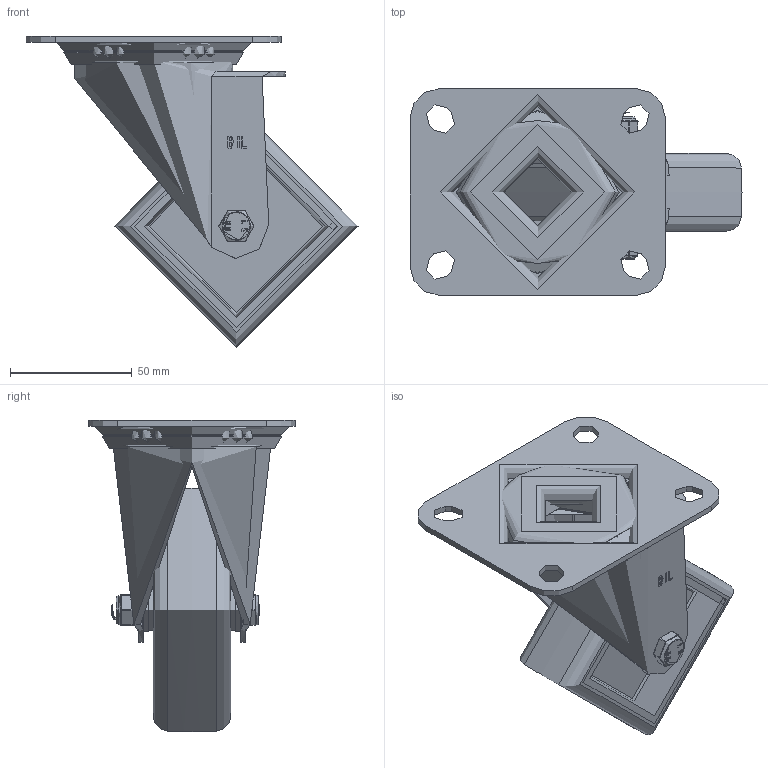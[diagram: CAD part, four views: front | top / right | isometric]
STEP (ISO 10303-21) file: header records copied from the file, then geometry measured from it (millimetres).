
FILE_DESCRIPTION(/* description */ ('','CAx-IF Rec.Pracs.---Representation and Presentation of Product Manufacturing Information (PMI)---4.0---2014-10-13'),/* implementation_level */ '2;1');
FILE_NAME(/* name */ 'BZMM100GREC.step',/* time_stamp */ '2025-01-07T08:46:11Z',/* author */ (''),/* organization */ (''),/* preprocessor_version */ 'ST-DEVELOPER v20',/* originating_system */ 'Autodesk Translation Framework v13.20.0.188',/* authorisation */ '');
FILE_SCHEMA (('AP242_MANAGED_MODEL_BASED_3D_ENGINEERING_MIM_LF { 1 0 10303 442 1 1 4 }'));
Length unit declared in the file: millimetre
Products named in the file (25): BZMM100GREC; BZMM100AS - 2 v2; ZINC PLATED, PRESSED STEEL TOP PLATE; ZINC PLATED, PRESSED STEEL TOP PLATE Geometry; BALL BEARINGS; Component1; BEARING SEAL; ZINC PLATED, PRESSED STEEL FORKS; BZM100WGREC v1; 85 SHORE A ELECTRICALLY CONDUCTIVE RUBBER; NYLON RIM; NYLON RIM Geometry; SPOT; TUBEM12X40 v1; ZINC PLATED STEEL TUBE; WP12X18X2.5BLK v1; FLAT NYLON WASHER; WP12X18X2.5BLK v1 (1); FLAT NYLON WASHER (1); HEXBOLTM8X55Z8.8 v2; GRADE 8.8 ZINC PLATED BOLT; NYLOCM8Z v1; NYLOC NUT; NUT; RUBBER
Assembly tree (47 placements, depth 5):
  BZMM100GREC
    BZMM100AS - 2 v2
      ZINC PLATED, PRESSED STEEL TOP PLATE
        ZINC PLATED, PRESSED STEEL TOP PLATE Geometry
        BALL BEARINGS
          Component1  x24
      BEARING SEAL
      ZINC PLATED, PRESSED STEEL FORKS
    BZM100WGREC v1
      85 SHORE A ELECTRICALLY CONDUCTIVE RUBBER
      NYLON RIM
        NYLON RIM Geometry
        SPOT
    TUBEM12X40 v1
      ZINC PLATED STEEL TUBE
    WP12X18X2.5BLK v1
      FLAT NYLON WASHER
    WP12X18X2.5BLK v1 (1)
      FLAT NYLON WASHER (1)
    HEXBOLTM8X55Z8.8 v2
      GRADE 8.8 ZINC PLATED BOLT
    NYLOCM8Z v1
      NYLOC NUT
        NUT
        RUBBER
Bounding box: 136.5 x 85 x 127.98 mm (x, y, z)
Volume: 197253.9 mm3; surface area: 106662.5 mm2
Topology: 36 solids, 36 shells, 389 faces, 927 edges, 580 vertices
Faces by surface type: cylinder 141, plane 128, sphere 48, bspline 39, torus 22, cone 11
Full cylindrical faces by diameter (mm): 0.664 x2, 3 x2, 6.446 x7, 7.866 x13, 8 x3, 8.25 x2, 8.4 x1, 8.6 x2, 10.1 x1, 11.5 x1, 11.9 x1, 12.1 x1, 12.4 x2, 17 x2, 18 x2, 27.5 x1, 31.5 x1, 48 x2, 61 x1, 65 x1, 83.5 x2
Entity records: 17099 total; most frequent: CARTESIAN_POINT 8103, DIRECTION 1752, ORIENTED_EDGE 1700, EDGE_CURVE 850, AXIS2_PLACEMENT_3D 684, VERTEX_POINT 534, EDGE_LOOP 422, LINE 384
